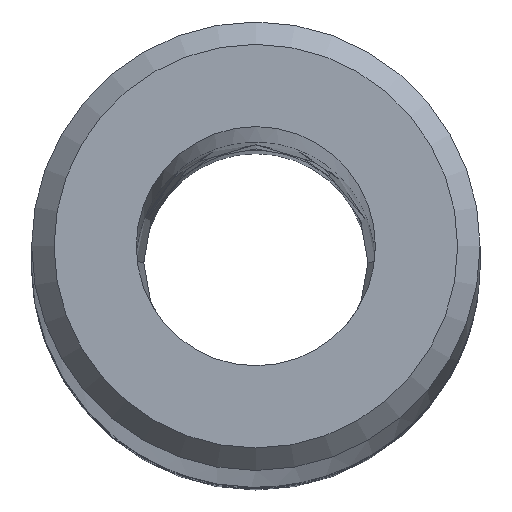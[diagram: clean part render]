
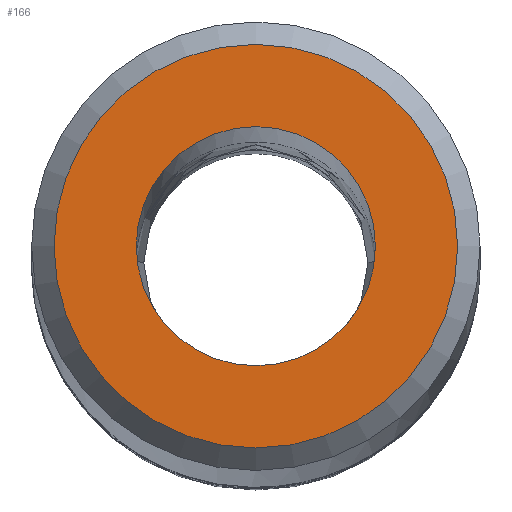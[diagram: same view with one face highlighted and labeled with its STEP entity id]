
A CAD part, top view. The second image highlights one B-rep face of the part: STEP entity #166.
In plain terms, the highlighted planar face has unit normal (0, 0, 1).
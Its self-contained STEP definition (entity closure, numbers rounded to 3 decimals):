
#43 = EDGE_LOOP ( 'NONE', ( #167 ) ) ;
#46 = EDGE_CURVE ( 'NONE', #1644, #1644, #221, .T. ) ;
#115 = EDGE_CURVE ( 'NONE', #1384, #1384, #543, .T. ) ;
#165 = EDGE_LOOP ( 'NONE', ( #169 ) ) ;
#166 = ADVANCED_FACE ( 'NONE', ( #1354, #1357 ), #1356, .T. ) ;
#167 = ORIENTED_EDGE ( 'NONE', *, *, #46, .T. ) ;
#169 = ORIENTED_EDGE ( 'NONE', *, *, #115, .F. ) ;
#205 = DIRECTION ( 'NONE',  ( 1., 0., 0. ) ) ;
#206 = DIRECTION ( 'NONE',  ( 0., 0., 1. ) ) ;
#207 = AXIS2_PLACEMENT_3D ( 'NONE', #270, #206, #205 ) ;
#221 = CIRCLE ( 'NONE', #207, 2.7 ) ;
#270 = CARTESIAN_POINT ( 'NONE',  ( 0., 0., 75. ) ) ;
#536 = AXIS2_PLACEMENT_3D ( 'NONE', #652, #651, #650 ) ;
#543 = CIRCLE ( 'NONE', #536, 1.6 ) ;
#650 = DIRECTION ( 'NONE',  ( 1., 0., 0. ) ) ;
#651 = DIRECTION ( 'NONE',  ( 0., 0., 1. ) ) ;
#652 = CARTESIAN_POINT ( 'NONE',  ( 0., 0., 75. ) ) ;
#1335 = DIRECTION ( 'NONE',  ( 1., 0., 0. ) ) ;
#1346 = AXIS2_PLACEMENT_3D ( 'NONE', #1353, #1361, #1335 ) ;
#1353 = CARTESIAN_POINT ( 'NONE',  ( 0., 0., 75. ) ) ;
#1354 = FACE_OUTER_BOUND ( 'NONE', #43, .T. ) ;
#1356 = PLANE ( 'NONE',  #1346 ) ;
#1357 = FACE_BOUND ( 'NONE', #165, .T. ) ;
#1361 = DIRECTION ( 'NONE',  ( 0., 0., 1. ) ) ;
#1384 = VERTEX_POINT ( 'NONE', #1641 ) ;
#1641 = CARTESIAN_POINT ( 'NONE',  ( 1.6, 0., 75. ) ) ;
#1642 = CARTESIAN_POINT ( 'NONE',  ( 2.7, 0., 75. ) ) ;
#1644 = VERTEX_POINT ( 'NONE', #1642 ) ;
